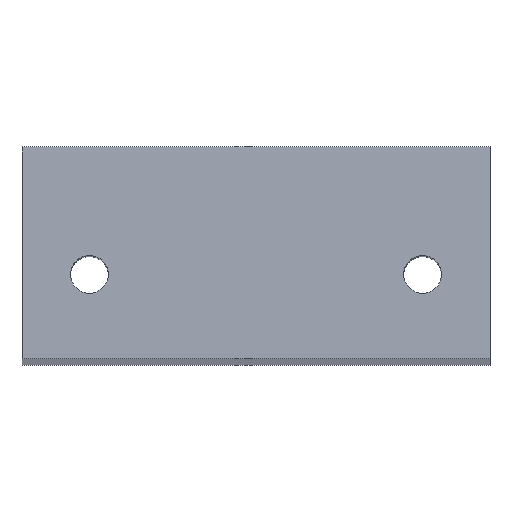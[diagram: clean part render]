
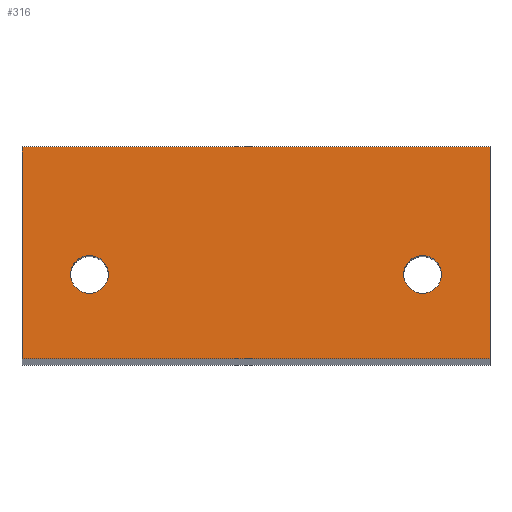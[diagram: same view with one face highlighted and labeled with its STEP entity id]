
A CAD part, top view. The second image highlights one B-rep face of the part: STEP entity #316.
In plain terms, the highlighted planar face has unit normal (0, 0.052, 0.999).
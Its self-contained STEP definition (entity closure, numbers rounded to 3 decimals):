
#15 = CARTESIAN_POINT ( 'NONE',  ( -29.896, -7.264, 4.385 ) ) ;
#20 = CARTESIAN_POINT ( 'NONE',  ( -29.896, -3.869, 4.207 ) ) ;
#21 = EDGE_LOOP ( 'NONE', ( #172, #167 ) ) ;
#28 = LINE ( 'NONE', #284, #249 ) ;
#30 = VECTOR ( 'NONE', #180, 1000. ) ;
#39 = CARTESIAN_POINT ( 'NONE',  ( 42., 19., 3.009 ) ) ;
#43 = ORIENTED_EDGE ( 'NONE', *, *, #239, .F. ) ;
#45 = EDGE_CURVE ( 'NONE', #135, #133, #87, .T. ) ;
#47 = ORIENTED_EDGE ( 'NONE', *, *, #45, .T. ) ;
#49 = ORIENTED_EDGE ( 'NONE', *, *, #223, .F. ) ;
#50 = CARTESIAN_POINT ( 'NONE',  ( 0., -0.026, 4.006 ) ) ;
#55 = DIRECTION ( 'NONE',  ( 0., 0.999, -0.052 ) ) ;
#58 = LINE ( 'NONE', #184, #30 ) ;
#60 = VERTEX_POINT ( 'NONE', #301 ) ;
#63 = DIRECTION ( 'NONE',  ( 1., 0., 0. ) ) ;
#66 = EDGE_CURVE ( 'NONE', #74, #60, #58, .T. ) ;
#69 = FACE_BOUND ( 'NONE', #327, .T. ) ;
#72 = PLANE ( 'NONE',  #96 ) ;
#74 = VERTEX_POINT ( 'NONE', #178 ) ;
#87 = LINE ( 'NONE', #148, #355 ) ;
#88 = ORIENTED_EDGE ( 'NONE', *, *, #128, .T. ) ;
#96 = AXIS2_PLACEMENT_3D ( 'NONE', #50, #292, #162 ) ;
#109 = DIRECTION ( 'NONE',  ( 0., 0.052, 0.999 ) ) ;
#111 = CARTESIAN_POINT ( 'NONE',  ( -29.896, -3.869, 4.207 ) ) ;
#128 = EDGE_CURVE ( 'NONE', #60, #135, #28, .T. ) ;
#133 = VERTEX_POINT ( 'NONE', #39 ) ;
#135 = VERTEX_POINT ( 'NONE', #318 ) ;
#138 = CARTESIAN_POINT ( 'NONE',  ( -42., 19., 3.009 ) ) ;
#139 = ORIENTED_EDGE ( 'NONE', *, *, #66, .T. ) ;
#147 = AXIS2_PLACEMENT_3D ( 'NONE', #111, #354, #360 ) ;
#148 = CARTESIAN_POINT ( 'NONE',  ( 42., -19., 5. ) ) ;
#151 = CIRCLE ( 'NONE', #204, 3.4 ) ;
#162 = DIRECTION ( 'NONE',  ( -1., 0., 0. ) ) ;
#167 = ORIENTED_EDGE ( 'NONE', *, *, #323, .F. ) ;
#168 = CIRCLE ( 'NONE', #147, 3.4 ) ;
#172 = ORIENTED_EDGE ( 'NONE', *, *, #250, .F. ) ;
#178 = CARTESIAN_POINT ( 'NONE',  ( -42., 19., 3.009 ) ) ;
#180 = DIRECTION ( 'NONE',  ( 0., -0.999, 0.052 ) ) ;
#184 = CARTESIAN_POINT ( 'NONE',  ( -42., -19., 5. ) ) ;
#187 = CARTESIAN_POINT ( 'NONE',  ( 29.896, -3.869, 4.207 ) ) ;
#193 = CARTESIAN_POINT ( 'NONE',  ( -29.896, -0.473, 4.029 ) ) ;
#204 = AXIS2_PLACEMENT_3D ( 'NONE', #20, #109, #358 ) ;
#223 = EDGE_CURVE ( 'NONE', #329, #266, #386, .T. ) ;
#224 = DIRECTION ( 'NONE',  ( 0., 0.052, 0.999 ) ) ;
#226 = DIRECTION ( 'NONE',  ( 0., 0.052, 0.999 ) ) ;
#229 = LINE ( 'NONE', #138, #314 ) ;
#239 = EDGE_CURVE ( 'NONE', #266, #329, #261, .T. ) ;
#249 = VECTOR ( 'NONE', #63, 1000. ) ;
#250 = EDGE_CURVE ( 'NONE', #254, #290, #168, .T. ) ;
#254 = VERTEX_POINT ( 'NONE', #15 ) ;
#256 = ORIENTED_EDGE ( 'NONE', *, *, #310, .F. ) ;
#261 = CIRCLE ( 'NONE', #372, 3.4 ) ;
#265 = CARTESIAN_POINT ( 'NONE',  ( 29.896, -0.473, 4.029 ) ) ;
#266 = VERTEX_POINT ( 'NONE', #265 ) ;
#281 = DIRECTION ( 'NONE',  ( 0., -0.999, 0.052 ) ) ;
#284 = CARTESIAN_POINT ( 'NONE',  ( -42., -19., 5. ) ) ;
#289 = CARTESIAN_POINT ( 'NONE',  ( 29.896, -7.264, 4.385 ) ) ;
#290 = VERTEX_POINT ( 'NONE', #193 ) ;
#292 = DIRECTION ( 'NONE',  ( 0., -0.052, -0.999 ) ) ;
#301 = CARTESIAN_POINT ( 'NONE',  ( -42., -19., 5. ) ) ;
#310 = EDGE_CURVE ( 'NONE', #74, #133, #229, .T. ) ;
#312 = DIRECTION ( 'NONE',  ( 0., -0.999, 0.052 ) ) ;
#314 = VECTOR ( 'NONE', #331, 1000. ) ;
#316 = ADVANCED_FACE ( 'NONE', ( #390, #69, #324 ), #72, .F. ) ;
#318 = CARTESIAN_POINT ( 'NONE',  ( 42., -19., 5. ) ) ;
#323 = EDGE_CURVE ( 'NONE', #290, #254, #151, .T. ) ;
#324 = FACE_OUTER_BOUND ( 'NONE', #333, .T. ) ;
#327 = EDGE_LOOP ( 'NONE', ( #49, #43 ) ) ;
#329 = VERTEX_POINT ( 'NONE', #289 ) ;
#331 = DIRECTION ( 'NONE',  ( 1., 0., 0. ) ) ;
#333 = EDGE_LOOP ( 'NONE', ( #139, #88, #47, #256 ) ) ;
#348 = AXIS2_PLACEMENT_3D ( 'NONE', #380, #226, #312 ) ;
#354 = DIRECTION ( 'NONE',  ( 0., 0.052, 0.999 ) ) ;
#355 = VECTOR ( 'NONE', #55, 1000. ) ;
#358 = DIRECTION ( 'NONE',  ( 0., -0.999, 0.052 ) ) ;
#360 = DIRECTION ( 'NONE',  ( 0., -0.999, 0.052 ) ) ;
#372 = AXIS2_PLACEMENT_3D ( 'NONE', #187, #224, #281 ) ;
#380 = CARTESIAN_POINT ( 'NONE',  ( 29.896, -3.869, 4.207 ) ) ;
#386 = CIRCLE ( 'NONE', #348, 3.4 ) ;
#390 = FACE_BOUND ( 'NONE', #21, .T. ) ;
